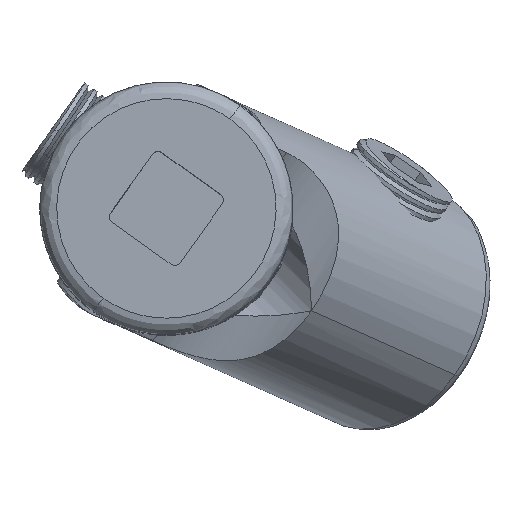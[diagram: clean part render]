
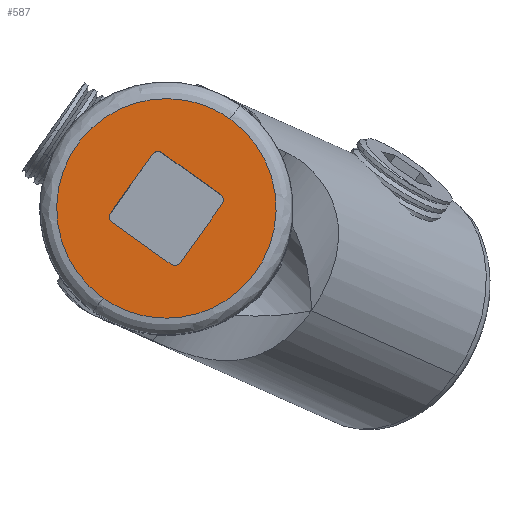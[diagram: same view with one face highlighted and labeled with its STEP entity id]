
A CAD part, top view. The second image highlights one B-rep face of the part: STEP entity #587.
In plain terms, the highlighted face is planar.
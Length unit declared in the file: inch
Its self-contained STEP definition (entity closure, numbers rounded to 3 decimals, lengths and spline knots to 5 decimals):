
#587 = ADVANCED_FACE ( 'NONE', ( #1373, #1390 ), #1391, .F. ) ;
#1230 = EDGE_LOOP ( 'NONE', ( #1252, #1253, #1254, #1255, #1256, #1257, #1258, #1259 ) ) ;
#1237 = EDGE_LOOP ( 'NONE', ( #1260, #1261 ) ) ;
#1252 = ORIENTED_EDGE ( 'NONE', *, *, #2089, .F. ) ;
#1253 = ORIENTED_EDGE ( 'NONE', *, *, #2068, .T. ) ;
#1254 = ORIENTED_EDGE ( 'NONE', *, *, #2088, .F. ) ;
#1255 = ORIENTED_EDGE ( 'NONE', *, *, #2061, .T. ) ;
#1256 = ORIENTED_EDGE ( 'NONE', *, *, #2085, .F. ) ;
#1257 = ORIENTED_EDGE ( 'NONE', *, *, #2058, .T. ) ;
#1258 = ORIENTED_EDGE ( 'NONE', *, *, #2084, .F. ) ;
#1259 = ORIENTED_EDGE ( 'NONE', *, *, #2065, .T. ) ;
#1260 = ORIENTED_EDGE ( 'NONE', *, *, #2026, .F. ) ;
#1261 = ORIENTED_EDGE ( 'NONE', *, *, #2111, .F. ) ;
#1337 = CIRCLE ( 'NONE', #1338, 0.01 ) ;
#1338 = AXIS2_PLACEMENT_3D ( 'NONE', #2262, #2263, #2264 ) ;
#1372 = CARTESIAN_POINT ( 'NONE',  ( -0.3125, 0., 0. ) ) ;
#1373 = FACE_BOUND ( 'NONE', #1230, .T. ) ;
#1390 = FACE_OUTER_BOUND ( 'NONE', #1237, .T. ) ;
#1391 = PLANE ( 'NONE',  #4998 ) ;
#1393 = DIRECTION ( 'NONE',  ( 1., 0., 0. ) ) ;
#1394 = DIRECTION ( 'NONE',  ( 0., 0., -1. ) ) ;
#1965 =( BOUNDED_CURVE ( )  B_SPLINE_CURVE ( 3, ( #7738, #7745, #7749, #7750 ),
 .UNSPECIFIED., .F., .T. ) 
 B_SPLINE_CURVE_WITH_KNOTS ( ( 4, 4 ),
 ( 0., 1. ),
 .UNSPECIFIED. ) 
 CURVE ( )  GEOMETRIC_REPRESENTATION_ITEM ( )  RATIONAL_B_SPLINE_CURVE ( ( 1., 0.333, 0.333, 1. ) ) 
 REPRESENTATION_ITEM ( '' )  );
#1970 =( BOUNDED_CURVE ( )  B_SPLINE_CURVE ( 3, ( #2442, #2449, #2450, #2451 ),
 .UNSPECIFIED., .F., .T. ) 
 B_SPLINE_CURVE_WITH_KNOTS ( ( 4, 4 ),
 ( 0., 1. ),
 .UNSPECIFIED. ) 
 CURVE ( )  GEOMETRIC_REPRESENTATION_ITEM ( )  RATIONAL_B_SPLINE_CURVE ( ( 1., 0.333, 0.333, 1. ) ) 
 REPRESENTATION_ITEM ( '' )  );
#1979 = CIRCLE ( 'NONE', #1980, 0.01 ) ;
#1980 = AXIS2_PLACEMENT_3D ( 'NONE', #2276, #2277, #2279 ) ;
#1995 = VERTEX_POINT ( 'NONE', #7620 ) ;
#1999 = VERTEX_POINT ( 'NONE', #7632 ) ;
#2001 = VERTEX_POINT ( 'NONE', #7634 ) ;
#2003 = VERTEX_POINT ( 'NONE', #7636 ) ;
#2013 = VERTEX_POINT ( 'NONE', #7646 ) ;
#2015 = VERTEX_POINT ( 'NONE', #7648 ) ;
#2016 = VECTOR ( 'NONE', #2346, 39.37008 ) ;
#2026 = EDGE_CURVE ( 'NONE', #5659, #5670, #1965, .T. ) ;
#2058 = EDGE_CURVE ( 'NONE', #1995, #5683, #5424, .T. ) ;
#2061 = EDGE_CURVE ( 'NONE', #2003, #2001, #5426, .T. ) ;
#2065 = EDGE_CURVE ( 'NONE', #1999, #2013, #1337, .T. ) ;
#2068 = EDGE_CURVE ( 'NONE', #2015, #5677, #1979, .T. ) ;
#2084 = EDGE_CURVE ( 'NONE', #1999, #5683, #2343, .T. ) ;
#2085 = EDGE_CURVE ( 'NONE', #1995, #2001, #2331, .T. ) ;
#2088 = EDGE_CURVE ( 'NONE', #2003, #5677, #2355, .T. ) ;
#2089 = EDGE_CURVE ( 'NONE', #2015, #2013, #2344, .T. ) ;
#2111 = EDGE_CURVE ( 'NONE', #5670, #5659, #1970, .T. ) ;
#2238 = CARTESIAN_POINT ( 'NONE',  ( -0.3125, 0.0535, -0.0535 ) ) ;
#2239 = DIRECTION ( 'NONE',  ( 1., 0., 0. ) ) ;
#2240 = DIRECTION ( 'NONE',  ( 0., 0., -1. ) ) ;
#2246 = CARTESIAN_POINT ( 'NONE',  ( -0.3125, -0.0535, -0.0535 ) ) ;
#2247 = DIRECTION ( 'NONE',  ( 1., 0., 0. ) ) ;
#2249 = DIRECTION ( 'NONE',  ( 0., 0., -1. ) ) ;
#2262 = CARTESIAN_POINT ( 'NONE',  ( -0.3125, 0.0535, 0.0535 ) ) ;
#2263 = DIRECTION ( 'NONE',  ( 1., 0., 0. ) ) ;
#2264 = DIRECTION ( 'NONE',  ( 0., 0., -1. ) ) ;
#2276 = CARTESIAN_POINT ( 'NONE',  ( -0.3125, -0.0535, 0.0535 ) ) ;
#2277 = DIRECTION ( 'NONE',  ( 1., 0., 0. ) ) ;
#2279 = DIRECTION ( 'NONE',  ( 0., 0., -1. ) ) ;
#2331 = LINE ( 'NONE', #2347, #5886 ) ;
#2343 = LINE ( 'NONE', #2345, #2016 ) ;
#2344 = LINE ( 'NONE', #2358, #5871 ) ;
#2345 = CARTESIAN_POINT ( 'NONE',  ( -0.3125, 0.0635, 0. ) ) ;
#2346 = DIRECTION ( 'NONE',  ( 0., 0., -1. ) ) ;
#2347 = CARTESIAN_POINT ( 'NONE',  ( -0.3125, 0., -0.0635 ) ) ;
#2349 = DIRECTION ( 'NONE',  ( 0., -1., 0. ) ) ;
#2355 = LINE ( 'NONE', #2356, #5481 ) ;
#2356 = CARTESIAN_POINT ( 'NONE',  ( -0.3125, -0.0635, 0. ) ) ;
#2357 = DIRECTION ( 'NONE',  ( 0., 0., 1. ) ) ;
#2358 = CARTESIAN_POINT ( 'NONE',  ( -0.3125, 0., 0.0635 ) ) ;
#2359 = DIRECTION ( 'NONE',  ( 0., 1., 0. ) ) ;
#2442 = CARTESIAN_POINT ( 'NONE',  ( -0.3125, 0., -0.1625 ) ) ;
#2449 = CARTESIAN_POINT ( 'NONE',  ( -0.3125, 0.325, -0.1625 ) ) ;
#2450 = CARTESIAN_POINT ( 'NONE',  ( -0.3125, 0.325, 0.1625 ) ) ;
#2451 = CARTESIAN_POINT ( 'NONE',  ( -0.3125, 0., 0.1625 ) ) ;
#4534 = CARTESIAN_POINT ( 'NONE',  ( -0.3125, -0.0635, 0.0535 ) ) ;
#4541 = CARTESIAN_POINT ( 'NONE',  ( -0.3125, 0., 0.1625 ) ) ;
#4551 = CARTESIAN_POINT ( 'NONE',  ( -0.3125, 0., -0.1625 ) ) ;
#4562 = CARTESIAN_POINT ( 'NONE',  ( -0.3125, 0.0635, -0.0535 ) ) ;
#4998 = AXIS2_PLACEMENT_3D ( 'NONE', #1372, #1393, #1394 ) ;
#5419 = AXIS2_PLACEMENT_3D ( 'NONE', #2246, #2247, #2249 ) ;
#5424 = CIRCLE ( 'NONE', #5425, 0.01 ) ;
#5425 = AXIS2_PLACEMENT_3D ( 'NONE', #2238, #2239, #2240 ) ;
#5426 = CIRCLE ( 'NONE', #5419, 0.01 ) ;
#5481 = VECTOR ( 'NONE', #2357, 39.37008 ) ;
#5659 = VERTEX_POINT ( 'NONE', #4541 ) ;
#5670 = VERTEX_POINT ( 'NONE', #4551 ) ;
#5677 = VERTEX_POINT ( 'NONE', #4534 ) ;
#5683 = VERTEX_POINT ( 'NONE', #4562 ) ;
#5871 = VECTOR ( 'NONE', #2359, 39.37008 ) ;
#5886 = VECTOR ( 'NONE', #2349, 39.37008 ) ;
#7620 = CARTESIAN_POINT ( 'NONE',  ( -0.3125, 0.0535, -0.0635 ) ) ;
#7632 = CARTESIAN_POINT ( 'NONE',  ( -0.3125, 0.0635, 0.0535 ) ) ;
#7634 = CARTESIAN_POINT ( 'NONE',  ( -0.3125, -0.0535, -0.0635 ) ) ;
#7636 = CARTESIAN_POINT ( 'NONE',  ( -0.3125, -0.0635, -0.0535 ) ) ;
#7646 = CARTESIAN_POINT ( 'NONE',  ( -0.3125, 0.0535, 0.0635 ) ) ;
#7648 = CARTESIAN_POINT ( 'NONE',  ( -0.3125, -0.0535, 0.0635 ) ) ;
#7738 = CARTESIAN_POINT ( 'NONE',  ( -0.3125, 0., 0.1625 ) ) ;
#7745 = CARTESIAN_POINT ( 'NONE',  ( -0.3125, -0.325, 0.1625 ) ) ;
#7749 = CARTESIAN_POINT ( 'NONE',  ( -0.3125, -0.325, -0.1625 ) ) ;
#7750 = CARTESIAN_POINT ( 'NONE',  ( -0.3125, 0., -0.1625 ) ) ;
